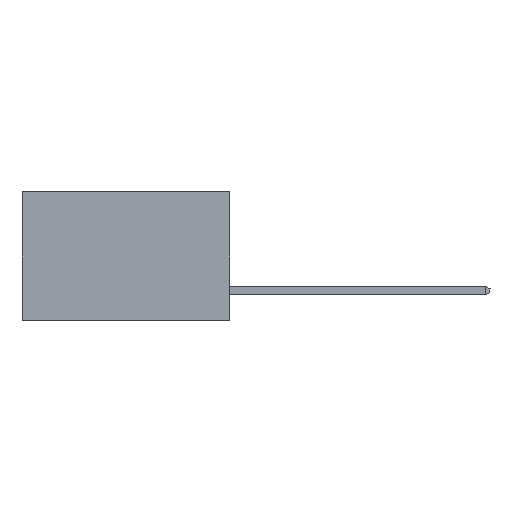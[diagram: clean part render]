
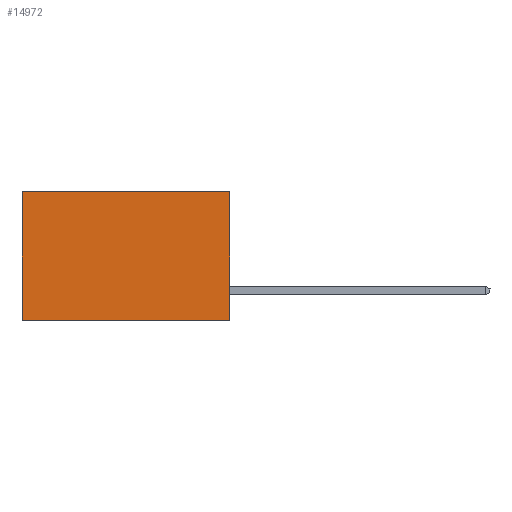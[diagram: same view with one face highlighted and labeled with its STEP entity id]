
A CAD part, left-side view. The second image highlights one B-rep face of the part: STEP entity #14972.
In plain terms, the highlighted planar face has unit normal (-1, 0, 0).
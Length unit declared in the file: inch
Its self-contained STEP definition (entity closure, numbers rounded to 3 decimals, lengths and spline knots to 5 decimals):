
#376 = VECTOR ( 'NONE', #2578, 39.37008 ) ;
#1039 = CARTESIAN_POINT ( 'NONE',  ( 0.2615, 0., -0.37 ) ) ;
#1612 = VERTEX_POINT ( 'NONE', #16450 ) ;
#2578 = DIRECTION ( 'NONE',  ( 0., 0., -1. ) ) ;
#2865 = EDGE_CURVE ( 'NONE', #19281, #11008, #18041, .T. ) ;
#3272 = CARTESIAN_POINT ( 'NONE',  ( 0.2615, 0., -0.37 ) ) ;
#3522 = EDGE_CURVE ( 'NONE', #1612, #8610, #11207, .T. ) ;
#3879 = DIRECTION ( 'NONE',  ( 0., 0., -1. ) ) ;
#4133 = LINE ( 'NONE', #10496, #376 ) ;
#4686 = EDGE_CURVE ( 'NONE', #19281, #1612, #4133, .T. ) ;
#4811 = CARTESIAN_POINT ( 'NONE',  ( 0.2615, 0.6, -0.37 ) ) ;
#5533 = EDGE_CURVE ( 'NONE', #11008, #8610, #9610, .T. ) ;
#5730 = DIRECTION ( 'NONE',  ( 1., 0., 0. ) ) ;
#6583 = VECTOR ( 'NONE', #11788, 39.37008 ) ;
#6783 = ORIENTED_EDGE ( 'NONE', *, *, #3522, .F. ) ;
#8610 = VERTEX_POINT ( 'NONE', #9379 ) ;
#9379 = CARTESIAN_POINT ( 'NONE',  ( 0.2615, 0.6, -0.37 ) ) ;
#9610 = LINE ( 'NONE', #4811, #18368 ) ;
#9840 = DIRECTION ( 'NONE',  ( 0., 1., 0. ) ) ;
#9916 = CARTESIAN_POINT ( 'NONE',  ( 0.2615, 0., 0. ) ) ;
#10000 = CARTESIAN_POINT ( 'NONE',  ( 0.2615, 0., 0. ) ) ;
#10496 = CARTESIAN_POINT ( 'NONE',  ( 0.2615, 0., -0.37 ) ) ;
#11008 = VERTEX_POINT ( 'NONE', #16841 ) ;
#11187 = DIRECTION ( 'NONE',  ( 0., 0., -1. ) ) ;
#11207 = LINE ( 'NONE', #3272, #12334 ) ;
#11599 = ORIENTED_EDGE ( 'NONE', *, *, #4686, .F. ) ;
#11788 = DIRECTION ( 'NONE',  ( 0., 1., 0. ) ) ;
#12334 = VECTOR ( 'NONE', #9840, 39.37008 ) ;
#13179 = AXIS2_PLACEMENT_3D ( 'NONE', #1039, #5730, #3879 ) ;
#13471 = ORIENTED_EDGE ( 'NONE', *, *, #5533, .T. ) ;
#13576 = PLANE ( 'NONE',  #13179 ) ;
#14972 = ADVANCED_FACE ( 'NONE', ( #15432 ), #13576, .F. ) ;
#15432 = FACE_OUTER_BOUND ( 'NONE', #20283, .T. ) ;
#16450 = CARTESIAN_POINT ( 'NONE',  ( 0.2615, 0., -0.37 ) ) ;
#16841 = CARTESIAN_POINT ( 'NONE',  ( 0.2615, 0.6, 0. ) ) ;
#18041 = LINE ( 'NONE', #9916, #6583 ) ;
#18368 = VECTOR ( 'NONE', #11187, 39.37008 ) ;
#19167 = ORIENTED_EDGE ( 'NONE', *, *, #2865, .T. ) ;
#19281 = VERTEX_POINT ( 'NONE', #10000 ) ;
#20283 = EDGE_LOOP ( 'NONE', ( #13471, #6783, #11599, #19167 ) ) ;
